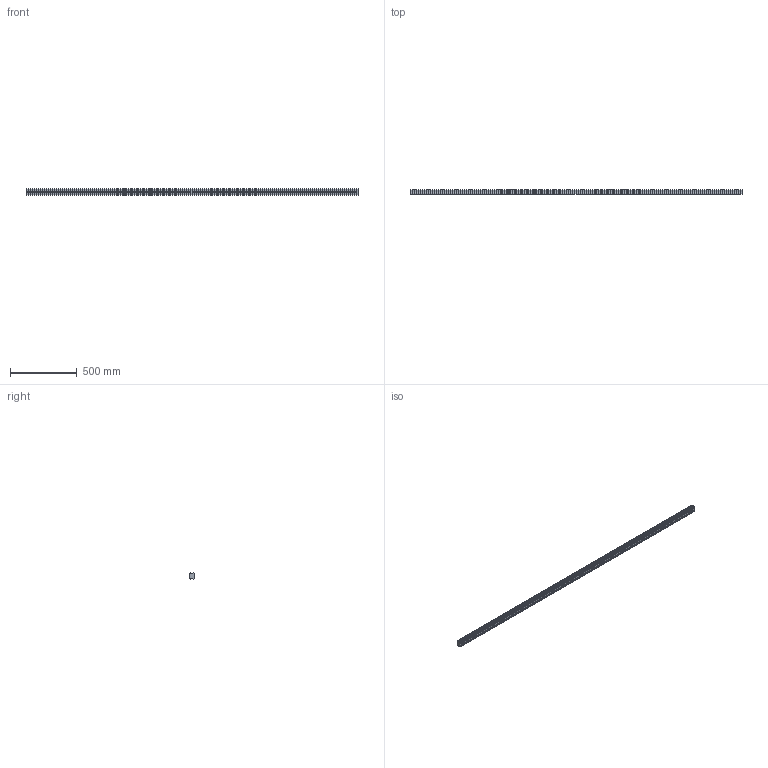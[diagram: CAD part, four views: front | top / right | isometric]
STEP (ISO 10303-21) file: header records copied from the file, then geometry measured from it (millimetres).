
FILE_DESCRIPTION (( 'STEP AP214' ), '1' );
FILE_NAME ('SHS45C1SS-2485L_G35_0_B-PT18_1172-5_0_0_0_1.STEP', '2021-06-24T09:00:32', ( '' ), ( '' ), 'SwSTEP 2.0', 'SolidWorks 2021', '' );
FILE_SCHEMA (( 'AUTOMOTIVE_DESIGN' ));
Length unit declared in the file: millimetre
Products named in the file (2): _SHS45C248535 Track; SHS45C1SS-2485L_G35_0_B-PT18_1172-5_0_0_0_1
Assembly tree (1 placements, depth 2):
  SHS45C1SS-2485L_G35_0_B-PT18_1172-5_0_0_0_1
    _SHS45C248535 Track
Bounding box: 2485 x 32 x 45 mm (x, y, z)
Volume: 3100866.5 mm3; surface area: 423430.9 mm2
Topology: 1 solids, 1 shells, 188 faces, 462 edges, 276 vertices
Faces by surface type: cylinder 116, plane 72
Entity records: 5692 total; most frequent: DIRECTION 1078, CARTESIAN_POINT 930, ORIENTED_EDGE 924, EDGE_CURVE 462, AXIS2_PLACEMENT_3D 424, VERTEX_POINT 276, EDGE_LOOP 236, CIRCLE 232
